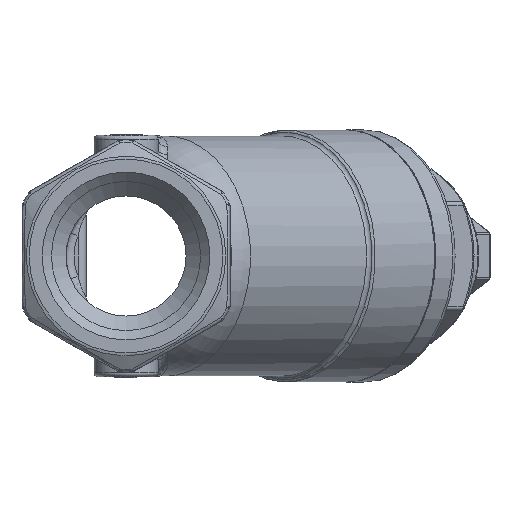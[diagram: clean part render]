
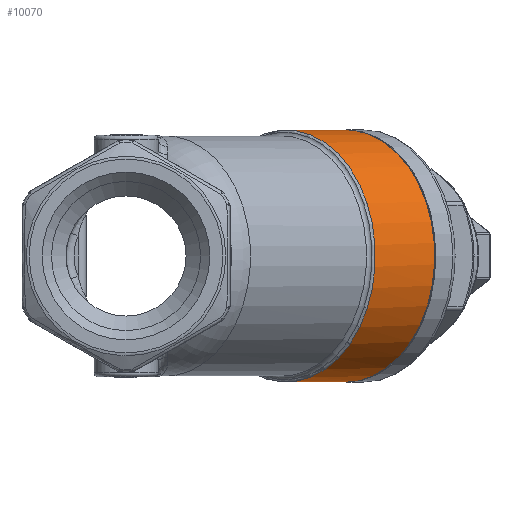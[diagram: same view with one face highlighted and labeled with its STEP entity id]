
A CAD part, left-side view. The second image highlights one B-rep face of the part: STEP entity #10070.
In plain terms, the highlighted cylindrical face has radius 15.75 mm (diameter 31.5 mm), a full revolution.
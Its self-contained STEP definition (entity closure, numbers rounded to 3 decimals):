
#402 = AXIS2_PLACEMENT_3D ( 'NONE', #13847, #13870, #13871 ) ;
#997 = AXIS2_PLACEMENT_3D ( 'NONE', #42549, #42550, #42551 ) ;
#999 = CIRCLE ( 'NONE', #997, 15.75 ) ;
#1014 = CIRCLE ( 'NONE', #1015, 15.75 ) ;
#1015 = AXIS2_PLACEMENT_3D ( 'NONE', #42598, #42599, #42600 ) ;
#2991 = B_SPLINE_CURVE_WITH_KNOTS ( 'NONE', 3,
 ( #42508, #42498, #42503, #42509 ),
 .UNSPECIFIED., .F., .F.,
 ( 4, 4 ),
 ( 0., 0.002 ),
 .UNSPECIFIED. ) ;
#2995 = B_SPLINE_CURVE_WITH_KNOTS ( 'NONE', 3,
 ( #42521, #42510, #42523, #42524, #42525, #42526 ),
 .UNSPECIFIED., .F., .F.,
 ( 4, 2, 4 ),
 ( 0., 0.001, 0.001 ),
 .UNSPECIFIED. ) ;
#3000 = B_SPLINE_CURVE_WITH_KNOTS ( 'NONE', 3,
 ( #42541, #42536, #42535, #42542, #42543, #42544 ),
 .UNSPECIFIED., .F., .F.,
 ( 4, 2, 4 ),
 ( 0., 0.001, 0.001 ),
 .UNSPECIFIED. ) ;
#3005 = B_SPLINE_CURVE_WITH_KNOTS ( 'NONE', 3,
 ( #42558, #42565, #42569, #42570 ),
 .UNSPECIFIED., .F., .F.,
 ( 4, 4 ),
 ( 0., 0.001 ),
 .UNSPECIFIED. ) ;
#3011 = B_SPLINE_CURVE_WITH_KNOTS ( 'NONE', 3,
 ( #42587, #42586, #42596, #42597 ),
 .UNSPECIFIED., .F., .F.,
 ( 4, 4 ),
 ( 0., 0.002 ),
 .UNSPECIFIED. ) ;
#3013 = B_SPLINE_CURVE_WITH_KNOTS ( 'NONE', 3,
 ( #42607, #42620, #42625, #42626 ),
 .UNSPECIFIED., .F., .F.,
 ( 4, 4 ),
 ( 0., 0.001 ),
 .UNSPECIFIED. ) ;
#5278 = ORIENTED_EDGE ( 'NONE', *, *, #9636, .T. ) ;
#5280 = ORIENTED_EDGE ( 'NONE', *, *, #9662, .T. ) ;
#5282 = ORIENTED_EDGE ( 'NONE', *, *, #9634, .T. ) ;
#5284 = ORIENTED_EDGE ( 'NONE', *, *, #9648, .T. ) ;
#5286 = ORIENTED_EDGE ( 'NONE', *, *, #9660, .T. ) ;
#5288 = ORIENTED_EDGE ( 'NONE', *, *, #9631, .T. ) ;
#5290 = ORIENTED_EDGE ( 'NONE', *, *, #9684, .T. ) ;
#5292 = ORIENTED_EDGE ( 'NONE', *, *, #9624, .T. ) ;
#5293 = ORIENTED_EDGE ( 'NONE', *, *, #9620, .T. ) ;
#5294 = ORIENTED_EDGE ( 'NONE', *, *, #9680, .T. ) ;
#5296 = ORIENTED_EDGE ( 'NONE', *, *, #9615, .T. ) ;
#8029 = EDGE_LOOP ( 'NONE', ( #5278 ) ) ;
#8030 = EDGE_LOOP ( 'NONE', ( #5280, #5282, #5284, #5286, #5288, #5290, #5292, #5293, #5294, #5296 ) ) ;
#9615 = EDGE_CURVE ( 'NONE', #40233, #40224, #19089, .T. ) ;
#9620 = EDGE_CURVE ( 'NONE', #40231, #40232, #2991, .T. ) ;
#9624 = EDGE_CURVE ( 'NONE', #40230, #40231, #2995, .T. ) ;
#9631 = EDGE_CURVE ( 'NONE', #40228, #40229, #3000, .T. ) ;
#9634 = EDGE_CURVE ( 'NONE', #40208, #40226, #19093, .T. ) ;
#9636 = EDGE_CURVE ( 'NONE', #39841, #39841, #999, .T. ) ;
#9648 = EDGE_CURVE ( 'NONE', #40226, #40227, #3005, .T. ) ;
#9660 = EDGE_CURVE ( 'NONE', #40227, #40228, #3011, .T. ) ;
#9662 = EDGE_CURVE ( 'NONE', #40224, #40208, #1014, .T. ) ;
#9680 = EDGE_CURVE ( 'NONE', #40232, #40233, #3013, .T. ) ;
#9684 = EDGE_CURVE ( 'NONE', #40229, #40230, #19097, .T. ) ;
#10070 = ADVANCED_FACE ( 'NONE', ( #13804, #13844 ), #13842, .T. ) ;
#13804 = FACE_OUTER_BOUND ( 'NONE', #8029, .T. ) ;
#13842 = CYLINDRICAL_SURFACE ( 'NONE', #402, 15.75 ) ;
#13844 = FACE_OUTER_BOUND ( 'NONE', #8030, .T. ) ;
#13847 = CARTESIAN_POINT ( 'NONE',  ( 50.577, -27.577, 0. ) ) ;
#13870 = DIRECTION ( 'NONE',  ( -0.707, 0.707, 0. ) ) ;
#13871 = DIRECTION ( 'NONE',  ( -0.707, -0.707, 0. ) ) ;
#19089 =( BOUNDED_CURVE ( )  B_SPLINE_CURVE ( 3, ( #42494, #42499, #42500, #42501 ),
 .UNSPECIFIED., .F., .T. ) 
 B_SPLINE_CURVE_WITH_KNOTS ( ( 4, 4 ),
 ( 4.892, 4.97 ),
 .UNSPECIFIED. ) 
 CURVE ( )  GEOMETRIC_REPRESENTATION_ITEM ( )  RATIONAL_B_SPLINE_CURVE ( ( 1., 0.999, 0.999, 1. ) ) 
 REPRESENTATION_ITEM ( '' )  );
#19093 =( BOUNDED_CURVE ( )  B_SPLINE_CURVE ( 3, ( #42537, #42522, #42545, #42546 ),
 .UNSPECIFIED., .F., .T. ) 
 B_SPLINE_CURVE_WITH_KNOTS ( ( 4, 4 ),
 ( 1.313, 1.391 ),
 .UNSPECIFIED. ) 
 CURVE ( )  GEOMETRIC_REPRESENTATION_ITEM ( )  RATIONAL_B_SPLINE_CURVE ( ( 1., 0.999, 0.999, 1. ) ) 
 REPRESENTATION_ITEM ( '' )  );
#19097 =( BOUNDED_CURVE ( )  B_SPLINE_CURVE ( 3, ( #42627, #42632, #42633, #42634 ),
 .UNSPECIFIED., .F., .T. ) 
 B_SPLINE_CURVE_WITH_KNOTS ( ( 4, 4 ),
 ( 2.759, 3.524 ),
 .UNSPECIFIED. ) 
 CURVE ( )  GEOMETRIC_REPRESENTATION_ITEM ( )  RATIONAL_B_SPLINE_CURVE ( ( 1., 0.952, 0.952, 1. ) ) 
 REPRESENTATION_ITEM ( '' )  );
#39510 = CARTESIAN_POINT ( 'NONE',  ( 51.908, -11.114, -9.474 ) ) ;
#39526 = CARTESIAN_POINT ( 'NONE',  ( 51.908, -11.114, 9.474 ) ) ;
#39528 = CARTESIAN_POINT ( 'NONE',  ( 54.804, -13.015, -8.459 ) ) ;
#39529 = CARTESIAN_POINT ( 'NONE',  ( 55.836, -13.604, -7.946 ) ) ;
#39530 = CARTESIAN_POINT ( 'NONE',  ( 57.676, -14.457, -6.608 ) ) ;
#39531 = CARTESIAN_POINT ( 'NONE',  ( 58.317, -14.656, -5.883 ) ) ;
#39532 = CARTESIAN_POINT ( 'NONE',  ( 58.317, -14.656, 5.883 ) ) ;
#39533 = CARTESIAN_POINT ( 'NONE',  ( 57.676, -14.457, 6.608 ) ) ;
#39534 = CARTESIAN_POINT ( 'NONE',  ( 55.836, -13.604, 7.946 ) ) ;
#39535 = CARTESIAN_POINT ( 'NONE',  ( 54.804, -13.015, 8.459 ) ) ;
#39841 = VERTEX_POINT ( 'NONE', #39846 ) ;
#39846 = CARTESIAN_POINT ( 'NONE',  ( 61.573, -16.299, 0. ) ) ;
#40208 = VERTEX_POINT ( 'NONE', #39510 ) ;
#40224 = VERTEX_POINT ( 'NONE', #39526 ) ;
#40226 = VERTEX_POINT ( 'NONE', #39528 ) ;
#40227 = VERTEX_POINT ( 'NONE', #39529 ) ;
#40228 = VERTEX_POINT ( 'NONE', #39530 ) ;
#40229 = VERTEX_POINT ( 'NONE', #39531 ) ;
#40230 = VERTEX_POINT ( 'NONE', #39532 ) ;
#40231 = VERTEX_POINT ( 'NONE', #39533 ) ;
#40232 = VERTEX_POINT ( 'NONE', #39534 ) ;
#40233 = VERTEX_POINT ( 'NONE', #39535 ) ;
#42494 = CARTESIAN_POINT ( 'NONE',  ( 54.804, -13.015, 8.459 ) ) ;
#42498 = CARTESIAN_POINT ( 'NONE',  ( 57.086, -14.184, 7.094 ) ) ;
#42499 = CARTESIAN_POINT ( 'NONE',  ( 53.841, -12.365, 8.806 ) ) ;
#42500 = CARTESIAN_POINT ( 'NONE',  ( 52.876, -11.731, 9.145 ) ) ;
#42501 = CARTESIAN_POINT ( 'NONE',  ( 51.908, -11.114, 9.474 ) ) ;
#42503 = CARTESIAN_POINT ( 'NONE',  ( 56.47, -13.899, 7.535 ) ) ;
#42508 = CARTESIAN_POINT ( 'NONE',  ( 57.676, -14.457, 6.608 ) ) ;
#42509 = CARTESIAN_POINT ( 'NONE',  ( 55.836, -13.604, 7.946 ) ) ;
#42510 = CARTESIAN_POINT ( 'NONE',  ( 58.232, -14.653, 6.029 ) ) ;
#42521 = CARTESIAN_POINT ( 'NONE',  ( 58.317, -14.656, 5.883 ) ) ;
#42522 = CARTESIAN_POINT ( 'NONE',  ( 52.876, -11.731, -9.145 ) ) ;
#42523 = CARTESIAN_POINT ( 'NONE',  ( 58.13, -14.63, 6.161 ) ) ;
#42524 = CARTESIAN_POINT ( 'NONE',  ( 57.913, -14.56, 6.4 ) ) ;
#42525 = CARTESIAN_POINT ( 'NONE',  ( 57.797, -14.513, 6.508 ) ) ;
#42526 = CARTESIAN_POINT ( 'NONE',  ( 57.676, -14.457, 6.608 ) ) ;
#42535 = CARTESIAN_POINT ( 'NONE',  ( 57.915, -14.561, -6.398 ) ) ;
#42536 = CARTESIAN_POINT ( 'NONE',  ( 57.797, -14.513, -6.508 ) ) ;
#42537 = CARTESIAN_POINT ( 'NONE',  ( 51.908, -11.114, -9.474 ) ) ;
#42541 = CARTESIAN_POINT ( 'NONE',  ( 57.676, -14.457, -6.608 ) ) ;
#42542 = CARTESIAN_POINT ( 'NONE',  ( 58.132, -14.631, -6.158 ) ) ;
#42543 = CARTESIAN_POINT ( 'NONE',  ( 58.232, -14.653, -6.029 ) ) ;
#42544 = CARTESIAN_POINT ( 'NONE',  ( 58.317, -14.656, -5.883 ) ) ;
#42545 = CARTESIAN_POINT ( 'NONE',  ( 53.841, -12.365, -8.806 ) ) ;
#42546 = CARTESIAN_POINT ( 'NONE',  ( 54.804, -13.015, -8.459 ) ) ;
#42549 = CARTESIAN_POINT ( 'NONE',  ( 50.436, -27.436, 0. ) ) ;
#42550 = DIRECTION ( 'NONE',  ( -0.707, 0.707, 0. ) ) ;
#42551 = DIRECTION ( 'NONE',  ( 0.707, 0.707, 0. ) ) ;
#42558 = CARTESIAN_POINT ( 'NONE',  ( 54.804, -13.015, -8.459 ) ) ;
#42565 = CARTESIAN_POINT ( 'NONE',  ( 55.15, -13.249, -8.334 ) ) ;
#42569 = CARTESIAN_POINT ( 'NONE',  ( 55.495, -13.446, -8.167 ) ) ;
#42570 = CARTESIAN_POINT ( 'NONE',  ( 55.836, -13.604, -7.946 ) ) ;
#42586 = CARTESIAN_POINT ( 'NONE',  ( 56.47, -13.899, -7.535 ) ) ;
#42587 = CARTESIAN_POINT ( 'NONE',  ( 55.836, -13.604, -7.946 ) ) ;
#42596 = CARTESIAN_POINT ( 'NONE',  ( 57.086, -14.184, -7.094 ) ) ;
#42597 = CARTESIAN_POINT ( 'NONE',  ( 57.676, -14.457, -6.608 ) ) ;
#42598 = CARTESIAN_POINT ( 'NONE',  ( 43.011, -20.011, 0. ) ) ;
#42599 = DIRECTION ( 'NONE',  ( 0.707, -0.707, 0. ) ) ;
#42600 = DIRECTION ( 'NONE',  ( 0.707, 0.707, 0. ) ) ;
#42607 = CARTESIAN_POINT ( 'NONE',  ( 55.836, -13.604, 7.946 ) ) ;
#42620 = CARTESIAN_POINT ( 'NONE',  ( 55.495, -13.446, 8.167 ) ) ;
#42625 = CARTESIAN_POINT ( 'NONE',  ( 55.15, -13.249, 8.334 ) ) ;
#42626 = CARTESIAN_POINT ( 'NONE',  ( 54.804, -13.015, 8.459 ) ) ;
#42627 = CARTESIAN_POINT ( 'NONE',  ( 58.317, -14.656, -5.883 ) ) ;
#42632 = CARTESIAN_POINT ( 'NONE',  ( 60.564, -14.725, -2.061 ) ) ;
#42633 = CARTESIAN_POINT ( 'NONE',  ( 60.564, -14.725, 2.061 ) ) ;
#42634 = CARTESIAN_POINT ( 'NONE',  ( 58.317, -14.656, 5.883 ) ) ;
